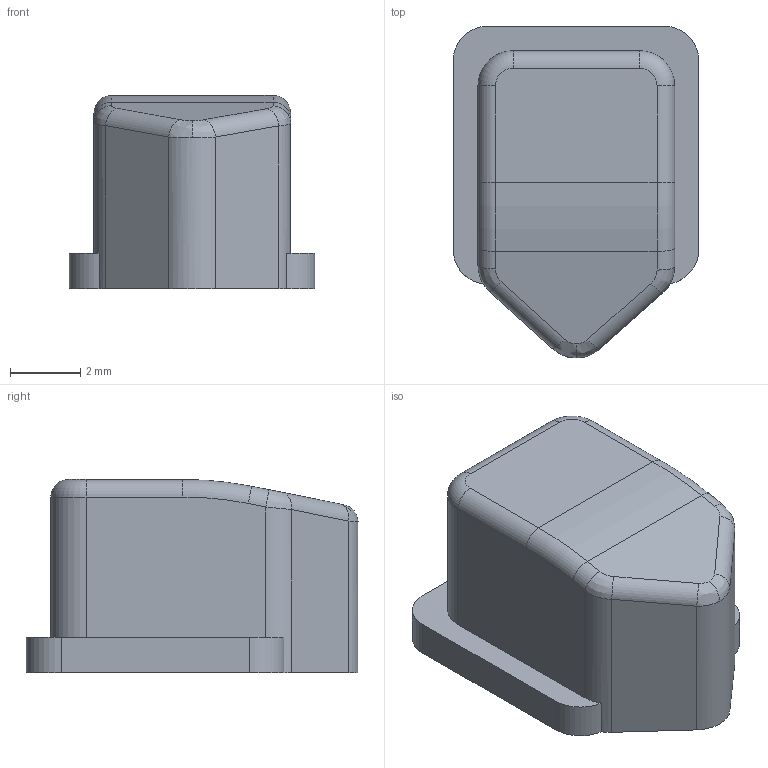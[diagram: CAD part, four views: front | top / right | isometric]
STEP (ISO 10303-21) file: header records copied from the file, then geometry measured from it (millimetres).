
FILE_DESCRIPTION (( 'STEP AP214' ), '1' );
FILE_NAME ('偌瑩1.STEP', '2025-02-15T05:47:21', ( '' ), ( '' ), 'SwSTEP 2.0', 'SolidWorks 2024', '' );
FILE_SCHEMA (( 'AUTOMOTIVE_DESIGN' ));
Length unit declared in the file: millimetre
Products named in the file (1): 按键1
Bounding box: 7 x 9.46 x 5.5 mm (x, y, z)
Volume: 233.8 mm3; surface area: 254.3 mm2
Topology: 1 solids, 1 shells, 42 faces, 103 edges, 64 vertices
Faces by surface type: cylinder 19, plane 15, bspline 4, torus 4
Entity records: 1294 total; most frequent: CARTESIAN_POINT 284, DIRECTION 215, ORIENTED_EDGE 206, EDGE_CURVE 103, AXIS2_PLACEMENT_3D 81, VERTEX_POINT 64, LINE 53, VECTOR 53
